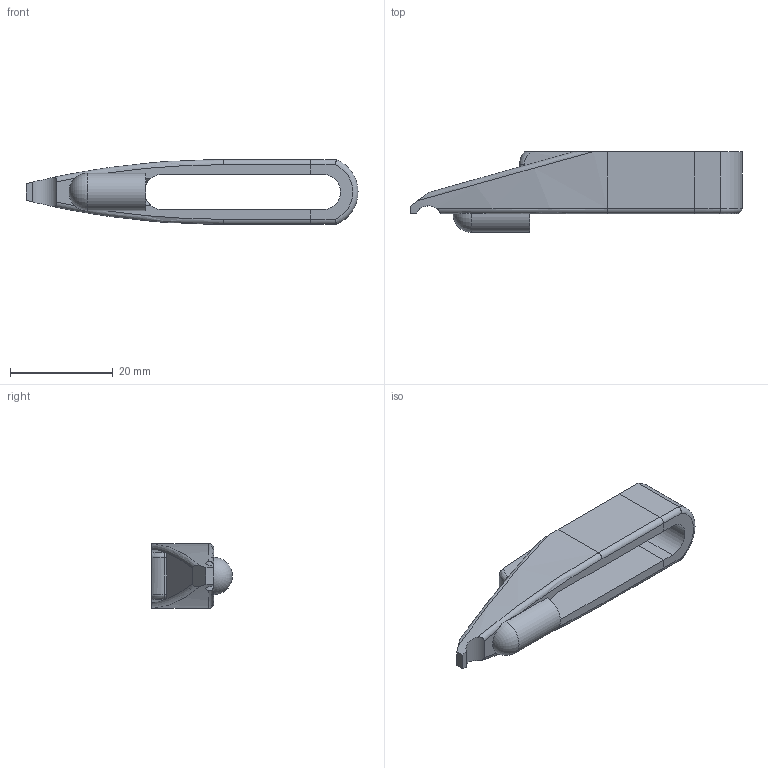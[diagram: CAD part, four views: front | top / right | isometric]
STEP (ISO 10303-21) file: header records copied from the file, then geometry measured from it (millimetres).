
FILE_DESCRIPTION (( 'STEP AP203' ), '1' );
FILE_NAME ('eyebar-15.STEP', '2024-02-28T00:40:27', ( 'Neurobiology' ), ( '' ), 'SwSTEP 2.0', 'SolidWorks 2021', '' );
FILE_SCHEMA (( 'CONFIG_CONTROL_DESIGN' ));
Length unit declared in the file: millimetre
Products named in the file (3): eyebar_w_fiducial_short_back; eyebar-15; eyebar_w_fiducial_short_15
Assembly tree (2 placements, depth 2):
  eyebar-15
    eyebar_w_fiducial_short_15
    eyebar_w_fiducial_short_back
Bounding box: 64.78 x 15.76 x 12.66 mm (x, y, z)
Volume: 4378.6 mm3; surface area: 3606.4 mm2
Topology: 2 solids, 2 shells, 62 faces, 156 edges, 100 vertices
Faces by surface type: plane 28, cylinder 22, torus 6, bspline 6
Entity records: 2432 total; most frequent: CARTESIAN_POINT 704, ORIENTED_EDGE 312, DIRECTION 287, EDGE_CURVE 156, AXIS2_PLACEMENT_3D 107, VERTEX_POINT 100, VECTOR 73, LINE 73
